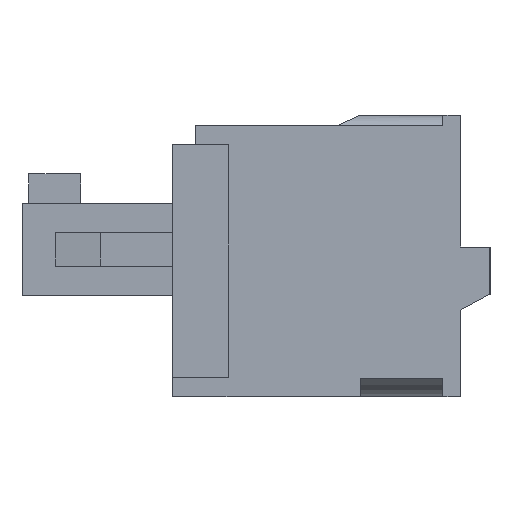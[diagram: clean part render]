
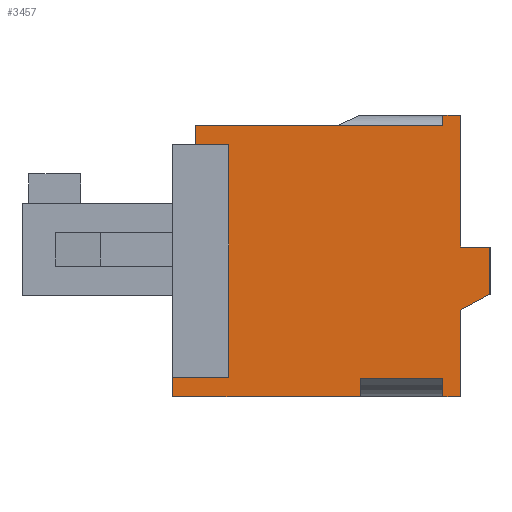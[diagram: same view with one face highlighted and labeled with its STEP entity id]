
A CAD part, left-side view. The second image highlights one B-rep face of the part: STEP entity #3457.
In plain terms, the highlighted planar face has unit normal (-1, 0, 0).
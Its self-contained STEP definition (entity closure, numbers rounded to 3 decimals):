
#3457 = ADVANCED_FACE( '', ( #7912 ), #7913, .T. );
#7912 = FACE_OUTER_BOUND( '', #13457, .T. );
#7913 = PLANE( '', #13458 );
#13457 = EDGE_LOOP( '', ( #23174, #23175, #23176, #23177, #23178, #23179, #23180, #23181, #23182, #23183, #23184, #23185, #23186, #23187, #23188, #23189, #23190, #23191 ) );
#13458 = AXIS2_PLACEMENT_3D( '', #23192, #23193, #23194 );
#23174 = ORIENTED_EDGE( '', *, *, #37977, .T. );
#23175 = ORIENTED_EDGE( '', *, *, #35703, .T. );
#23176 = ORIENTED_EDGE( '', *, *, #37978, .F. );
#23177 = ORIENTED_EDGE( '', *, *, #37979, .F. );
#23178 = ORIENTED_EDGE( '', *, *, #37980, .T. );
#23179 = ORIENTED_EDGE( '', *, *, #37981, .T. );
#23180 = ORIENTED_EDGE( '', *, *, #34522, .T. );
#23181 = ORIENTED_EDGE( '', *, *, #37982, .F. );
#23182 = ORIENTED_EDGE( '', *, *, #37227, .T. );
#23183 = ORIENTED_EDGE( '', *, *, #35161, .T. );
#23184 = ORIENTED_EDGE( '', *, *, #37983, .T. );
#23185 = ORIENTED_EDGE( '', *, *, #36937, .F. );
#23186 = ORIENTED_EDGE( '', *, *, #37812, .F. );
#23187 = ORIENTED_EDGE( '', *, *, #37984, .T. );
#23188 = ORIENTED_EDGE( '', *, *, #37985, .F. );
#23189 = ORIENTED_EDGE( '', *, *, #36513, .T. );
#23190 = ORIENTED_EDGE( '', *, *, #37986, .T. );
#23191 = ORIENTED_EDGE( '', *, *, #37987, .T. );
#23192 = CARTESIAN_POINT( '', ( -21.355, -7.05, -6.25 ) );
#23193 = DIRECTION( '', ( -1., 0., 0. ) );
#23194 = DIRECTION( '', ( 0., 0., 1. ) );
#34522 = EDGE_CURVE( '', #41512, #41510, #41513, .T. );
#35161 = EDGE_CURVE( '', #42652, #42650, #42653, .T. );
#35703 = EDGE_CURVE( '', #43597, #43595, #43598, .T. );
#36513 = EDGE_CURVE( '', #44965, #44963, #44966, .T. );
#36937 = EDGE_CURVE( '', #45660, #45656, #45662, .T. );
#37227 = EDGE_CURVE( '', #46130, #42652, #46131, .T. );
#37812 = EDGE_CURVE( '', #47001, #45660, #47003, .T. );
#37977 = EDGE_CURVE( '', #47246, #43597, #47247, .T. );
#37978 = EDGE_CURVE( '', #47248, #43595, #47249, .T. );
#37979 = EDGE_CURVE( '', #47250, #47248, #47251, .T. );
#37980 = EDGE_CURVE( '', #47250, #47252, #47253, .T. );
#37981 = EDGE_CURVE( '', #47252, #41512, #47254, .T. );
#37982 = EDGE_CURVE( '', #46130, #41510, #47255, .T. );
#37983 = EDGE_CURVE( '', #42650, #45656, #47256, .T. );
#37984 = EDGE_CURVE( '', #47001, #47257, #47258, .T. );
#37985 = EDGE_CURVE( '', #44965, #47257, #47259, .T. );
#37986 = EDGE_CURVE( '', #44963, #47260, #47261, .T. );
#37987 = EDGE_CURVE( '', #47260, #47246, #47262, .T. );
#41510 = VERTEX_POINT( '', #51736 );
#41512 = VERTEX_POINT( '', #51739 );
#41513 = LINE( '', #51740, #51741 );
#42650 = VERTEX_POINT( '', #53402 );
#42652 = VERTEX_POINT( '', #53405 );
#42653 = LINE( '', #53406, #53407 );
#43595 = VERTEX_POINT( '', #54790 );
#43597 = VERTEX_POINT( '', #54793 );
#43598 = LINE( '', #54794, #54795 );
#44963 = VERTEX_POINT( '', #56847 );
#44965 = VERTEX_POINT( '', #56850 );
#44966 = LINE( '', #56851, #56852 );
#45656 = VERTEX_POINT( '', #57899 );
#45660 = VERTEX_POINT( '', #57905 );
#45662 = LINE( '', #57908, #57909 );
#46130 = VERTEX_POINT( '', #58614 );
#46131 = LINE( '', #58615, #58616 );
#47001 = VERTEX_POINT( '', #59945 );
#47003 = LINE( '', #59948, #59949 );
#47246 = VERTEX_POINT( '', #60312 );
#47247 = LINE( '', #60313, #60314 );
#47248 = VERTEX_POINT( '', #60315 );
#47249 = LINE( '', #60316, #60317 );
#47250 = VERTEX_POINT( '', #60318 );
#47251 = LINE( '', #60319, #60320 );
#47252 = VERTEX_POINT( '', #60321 );
#47253 = LINE( '', #60322, #60323 );
#47254 = LINE( '', #60324, #60325 );
#47255 = LINE( '', #60326, #60327 );
#47256 = LINE( '', #60328, #60329 );
#47257 = VERTEX_POINT( '', #60330 );
#47258 = LINE( '', #60331, #60332 );
#47259 = LINE( '', #60333, #60334 );
#47260 = VERTEX_POINT( '', #60335 );
#47261 = LINE( '', #60336, #60337 );
#47262 = LINE( '', #60338, #60339 );
#51736 = CARTESIAN_POINT( '', ( -21.355, -4.95, -6.25 ) );
#51739 = CARTESIAN_POINT( '', ( -21.355, -4.95, -5.45 ) );
#51740 = CARTESIAN_POINT( '', ( -21.355, -4.95, -5.45 ) );
#51741 = VECTOR( '', #66622, 1000. );
#53402 = CARTESIAN_POINT( '', ( -21.355, -7.05, -1.7 ) );
#53405 = CARTESIAN_POINT( '', ( -21.355, -5.75, -2.4 ) );
#53406 = CARTESIAN_POINT( '', ( -21.355, -5.75, -2.4 ) );
#53407 = VECTOR( '', #67232, 1000. );
#54790 = CARTESIAN_POINT( '', ( -21.355, 7.05, -5.4 ) );
#54793 = CARTESIAN_POINT( '', ( -21.355, 4.55, -5.4 ) );
#54794 = CARTESIAN_POINT( '', ( -21.355, 7.05, -5.4 ) );
#54795 = VECTOR( '', #67735, 1000. );
#56847 = CARTESIAN_POINT( '', ( -21.355, 6.05, 5.8 ) );
#56850 = CARTESIAN_POINT( '', ( -21.355, -4.95, 5.8 ) );
#56851 = CARTESIAN_POINT( '', ( -21.355, -0.25, 5.8 ) );
#56852 = VECTOR( '', #68472, 1000. );
#57899 = CARTESIAN_POINT( '', ( -21.355, -7.05, 0.4 ) );
#57905 = CARTESIAN_POINT( '', ( -21.355, -5.75, 0.4 ) );
#57908 = CARTESIAN_POINT( '', ( -21.355, -7.05, 0.4 ) );
#57909 = VECTOR( '', #68860, 1000. );
#58614 = CARTESIAN_POINT( '', ( -21.355, -5.75, -6.25 ) );
#58615 = CARTESIAN_POINT( '', ( -21.355, -5.75, -6.25 ) );
#58616 = VECTOR( '', #69134, 1000. );
#59945 = CARTESIAN_POINT( '', ( -21.355, -5.75, 6.25 ) );
#59948 = CARTESIAN_POINT( '', ( -21.355, -5.75, 6.25 ) );
#59949 = VECTOR( '', #69667, 1000. );
#60312 = CARTESIAN_POINT( '', ( -21.355, 4.55, 4.95 ) );
#60313 = CARTESIAN_POINT( '', ( -21.355, 4.55, 41.282 ) );
#60314 = VECTOR( '', #69809, 1000. );
#60315 = CARTESIAN_POINT( '', ( -21.355, 7.05, -6.25 ) );
#60316 = CARTESIAN_POINT( '', ( -21.355, 7.05, -6.25 ) );
#60317 = VECTOR( '', #69810, 1000. );
#60318 = CARTESIAN_POINT( '', ( -21.355, -1.3, -6.25 ) );
#60319 = CARTESIAN_POINT( '', ( -21.355, -7.05, -6.25 ) );
#60320 = VECTOR( '', #69811, 1000. );
#60321 = CARTESIAN_POINT( '', ( -21.355, -1.3, -5.45 ) );
#60322 = CARTESIAN_POINT( '', ( -21.355, -1.3, -6.25 ) );
#60323 = VECTOR( '', #69812, 1000. );
#60324 = CARTESIAN_POINT( '', ( -21.355, -1.3, -5.45 ) );
#60325 = VECTOR( '', #69813, 1000. );
#60326 = CARTESIAN_POINT( '', ( -21.355, -7.05, -6.25 ) );
#60327 = VECTOR( '', #69814, 1000. );
#60328 = CARTESIAN_POINT( '', ( -21.355, -7.05, -6.25 ) );
#60329 = VECTOR( '', #69815, 1000. );
#60330 = CARTESIAN_POINT( '', ( -21.355, -4.95, 6.25 ) );
#60331 = CARTESIAN_POINT( '', ( -21.355, -7.05, 6.25 ) );
#60332 = VECTOR( '', #69816, 1000. );
#60333 = CARTESIAN_POINT( '', ( -21.355, -4.95, -40.432 ) );
#60334 = VECTOR( '', #69817, 1000. );
#60335 = CARTESIAN_POINT( '', ( -21.355, 6.05, 4.95 ) );
#60336 = CARTESIAN_POINT( '', ( -21.355, 6.05, 5.8 ) );
#60337 = VECTOR( '', #69818, 1000. );
#60338 = CARTESIAN_POINT( '', ( -21.355, 6.05, 4.95 ) );
#60339 = VECTOR( '', #69819, 1000. );
#66622 = DIRECTION( '', ( 0., 0., -1. ) );
#67232 = DIRECTION( '', ( 0., -0.88, 0.474 ) );
#67735 = DIRECTION( '', ( 0., 1., 0. ) );
#68472 = DIRECTION( '', ( 0., 1., 0. ) );
#68860 = DIRECTION( '', ( 0., -1., 0. ) );
#69134 = DIRECTION( '', ( 0., 0., 1. ) );
#69667 = DIRECTION( '', ( 0., 0., -1. ) );
#69809 = DIRECTION( '', ( 0., 0., -1. ) );
#69810 = DIRECTION( '', ( 0., 0., 1. ) );
#69811 = DIRECTION( '', ( 0., 1., 0. ) );
#69812 = DIRECTION( '', ( 0., 0., 1. ) );
#69813 = DIRECTION( '', ( 0., -1., 0. ) );
#69814 = DIRECTION( '', ( 0., 1., 0. ) );
#69815 = DIRECTION( '', ( 0., 0., 1. ) );
#69816 = DIRECTION( '', ( 0., 1., 0. ) );
#69817 = DIRECTION( '', ( 0., 0., 1. ) );
#69818 = DIRECTION( '', ( 0., 0., -1. ) );
#69819 = DIRECTION( '', ( 0., -1., 0. ) );
